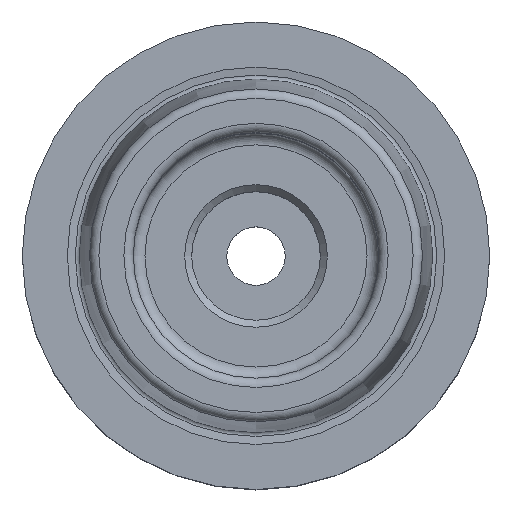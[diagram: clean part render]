
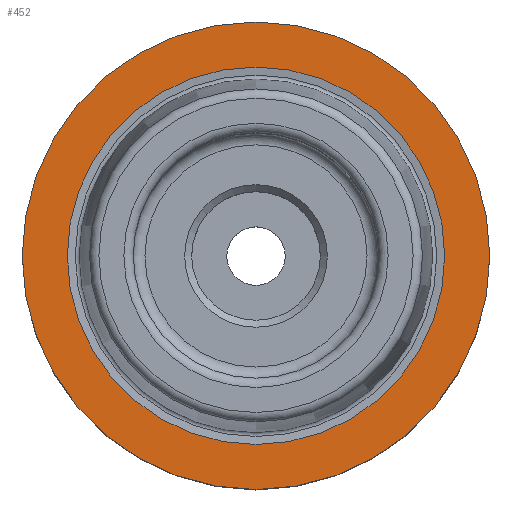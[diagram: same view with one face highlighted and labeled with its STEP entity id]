
A CAD part, top view. The second image highlights one B-rep face of the part: STEP entity #452.
In plain terms, the highlighted planar face has unit normal (0, 0, 1).
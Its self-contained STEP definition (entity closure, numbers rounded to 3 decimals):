
#41=PLANE('',#512);
#54=ORIENTED_EDGE('',*,*,#140,.T.);
#55=ORIENTED_EDGE('',*,*,#139,.T.);
#139=EDGE_CURVE('',#182,#182,#225,.T.);
#140=EDGE_CURVE('',#183,#183,#226,.T.);
#182=VERTEX_POINT('',#776);
#183=VERTEX_POINT('',#779);
#225=CIRCLE('',#511,20.);
#226=CIRCLE('',#513,16.143);
#269=EDGE_LOOP('',(#54));
#270=EDGE_LOOP('',(#55));
#355=FACE_BOUND('',#269,.T.);
#356=FACE_BOUND('',#270,.T.);
#452=ADVANCED_FACE('',(#355,#356),#41,.F.);
#511=AXIS2_PLACEMENT_3D('',#775,#604,#605);
#512=AXIS2_PLACEMENT_3D('',#777,#606,#607);
#513=AXIS2_PLACEMENT_3D('',#778,#608,#609);
#604=DIRECTION('',(0.,0.,1.));
#605=DIRECTION('',(1.,0.,0.));
#606=DIRECTION('',(0.,0.,-1.));
#607=DIRECTION('',(-1.,0.,0.));
#608=DIRECTION('',(0.,0.,-1.));
#609=DIRECTION('',(0.,1.,0.));
#775=CARTESIAN_POINT('',(0.,0.,0.));
#776=CARTESIAN_POINT('',(20.,0.,0.));
#777=CARTESIAN_POINT('',(0.,20.,0.));
#778=CARTESIAN_POINT('',(0.,0.,0.));
#779=CARTESIAN_POINT('',(0.,16.143,0.));
